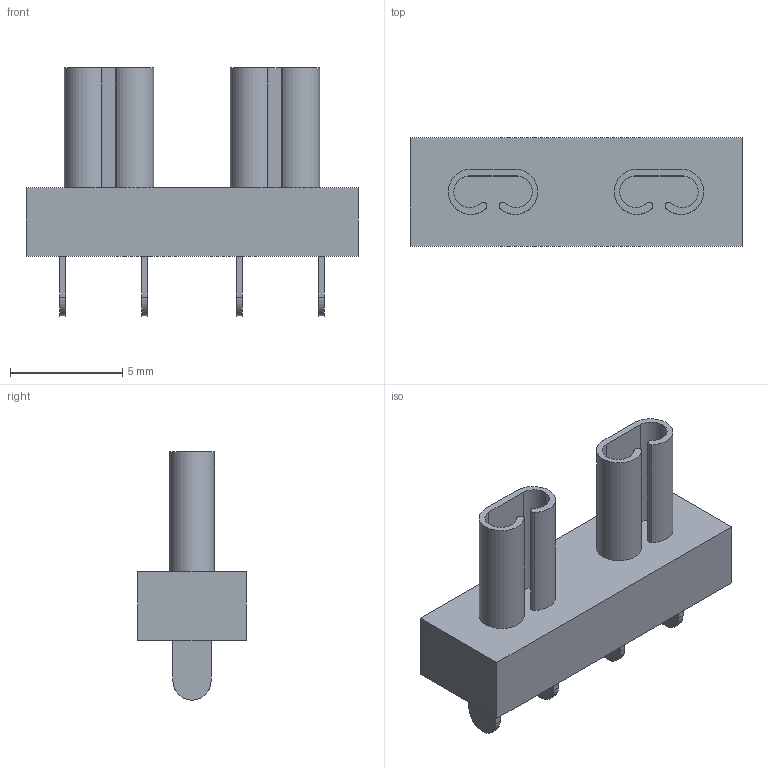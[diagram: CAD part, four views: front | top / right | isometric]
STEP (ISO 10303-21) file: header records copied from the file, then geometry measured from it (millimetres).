
FILE_DESCRIPTION(('FreeCAD Model'),'2;1');
FILE_NAME('Open CASCADE Shape Model','2025-03-08T13:46:57',(''),(''), 'Open CASCADE STEP processor 7.8','FreeCAD','Unknown');
FILE_SCHEMA(('AUTOMOTIVE_DESIGN { 1 0 10303 214 1 1 1 1 }'));
Length unit declared in the file: millimetre
Products named in the file (1): Body
Bounding box: 14.82 x 4.84 x 11.08 mm (x, y, z)
Volume: 251 mm3; surface area: 499.8 mm2
Topology: 1 solids, 1 shells, 44 faces, 123 edges, 87 vertices
Faces by surface type: plane 28, cylinder 16
Entity records: 1469 total; most frequent: CARTESIAN_POINT 255, DIRECTION 253, ORIENTED_EDGE 246, EDGE_CURVE 123, VERTEX_POINT 87, AXIS2_PLACEMENT_3D 85, LINE 83, VECTOR 83
